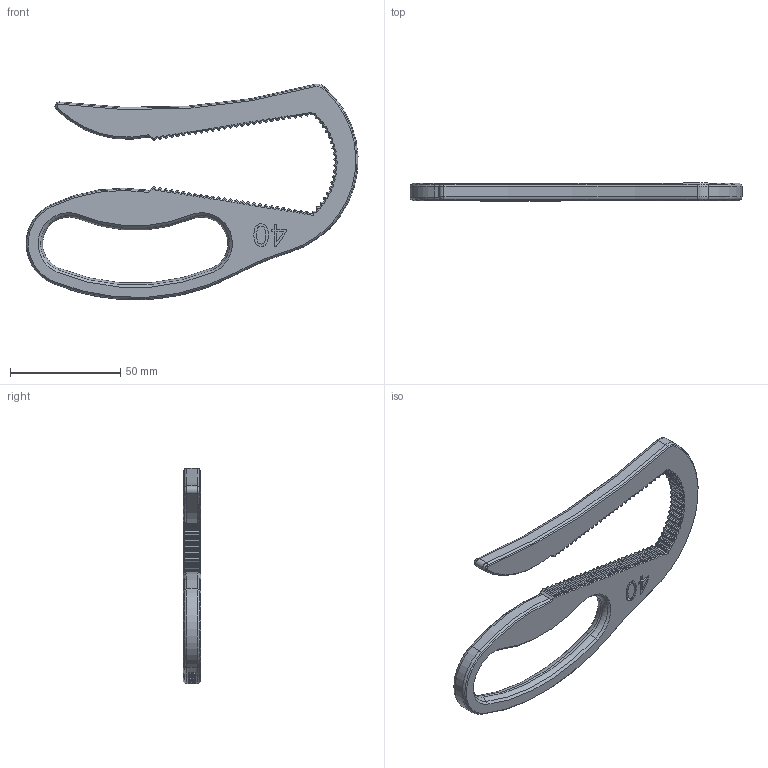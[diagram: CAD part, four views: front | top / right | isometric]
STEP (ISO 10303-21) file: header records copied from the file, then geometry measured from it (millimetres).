
FILE_DESCRIPTION(/* description */ (''),/* implementation_level */ '2;1');
FILE_NAME(/* name */ 'Bottle_Opener_40.step',/* time_stamp */ '2025-04-28T11:11:26-06:00',/* author */ (''),/* organization */ (''),/* preprocessor_version */ 'ST-DEVELOPER v20.1',/* originating_system */ 'Autodesk Translation Framework v14.4.0.0',/* authorisation */ '');
FILE_SCHEMA (('AUTOMOTIVE_DESIGN { 1 0 10303 214 3 1 1 }'));
Length unit declared in the file: millimetre
Products named in the file (2): Bottle_Opener_40; Large Bottle Opener
Assembly tree (1 placements, depth 2):
  Bottle_Opener_40
    Large Bottle Opener
Bounding box: 150.52 x 8 x 97.76 mm (x, y, z)
Volume: 39002.4 mm3; surface area: 17412 mm2
Topology: 1 solids, 1 shells, 1622 faces, 4130 edges, 2540 vertices
Faces by surface type: cone 656, cylinder 424, plane 328, bspline 190, torus 24
Entity records: 53765 total; most frequent: CARTESIAN_POINT 16511, ORIENTED_EDGE 8260, DIRECTION 7378, EDGE_CURVE 4130, AXIS2_PLACEMENT_3D 2939, VERTEX_POINT 2540, EDGE_LOOP 1654, FACE_OUTER_BOUND 1622
